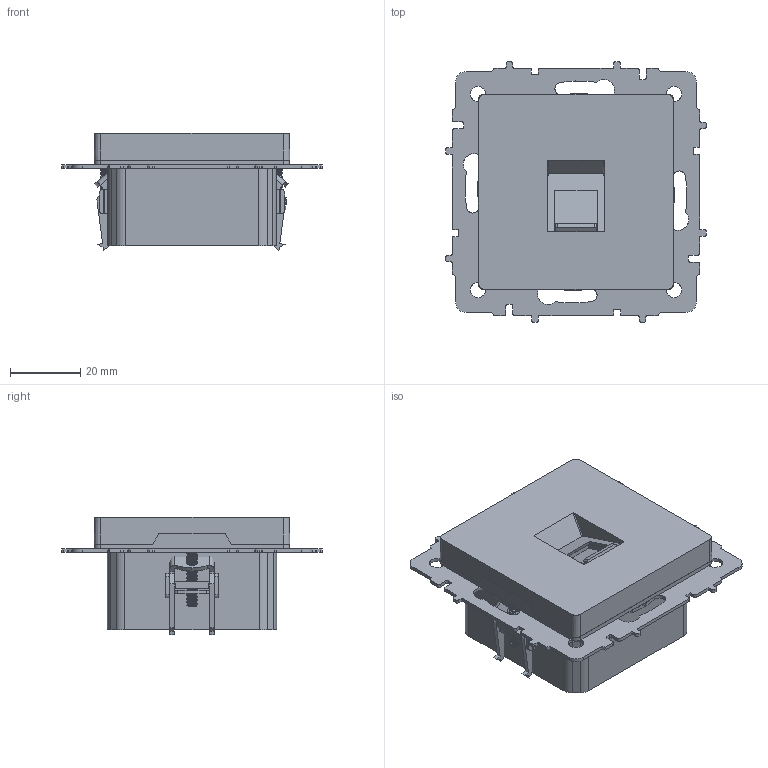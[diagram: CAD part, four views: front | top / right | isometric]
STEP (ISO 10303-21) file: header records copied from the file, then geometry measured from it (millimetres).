
FILE_DESCRIPTION (( 'STEP AP214' ), '1' );
FILE_NAME ('BRITE Ðîç. òåëåôîííàÿ RJ11.STEP', '2025-06-03T11:58:07', ( '' ), ( '' ), 'SwSTEP 2.0', 'SolidWorks 2022', '' );
FILE_SCHEMA (( 'AUTOMOTIVE_DESIGN' ));
Length unit declared in the file: millimetre
Products named in the file (1): BRITE Роз. телефонная RJ11
Bounding box: 74.4 x 74.4 x 33.46 mm (x, y, z)
Volume: 80969.7 mm3; surface area: 22830.9 mm2
Topology: 4 solids, 16 shells, 948 faces, 2728 edges, 1802 vertices
Faces by surface type: plane 555, cylinder 269, bspline 92, cone 20, torus 12
Entity records: 51688 total; most frequent: CARTESIAN_POINT 27397, ORIENTED_EDGE 5456, DIRECTION 4507, EDGE_CURVE 2728, VECTOR 1873, LINE 1873, VERTEX_POINT 1802, AXIS2_PLACEMENT_3D 1317
